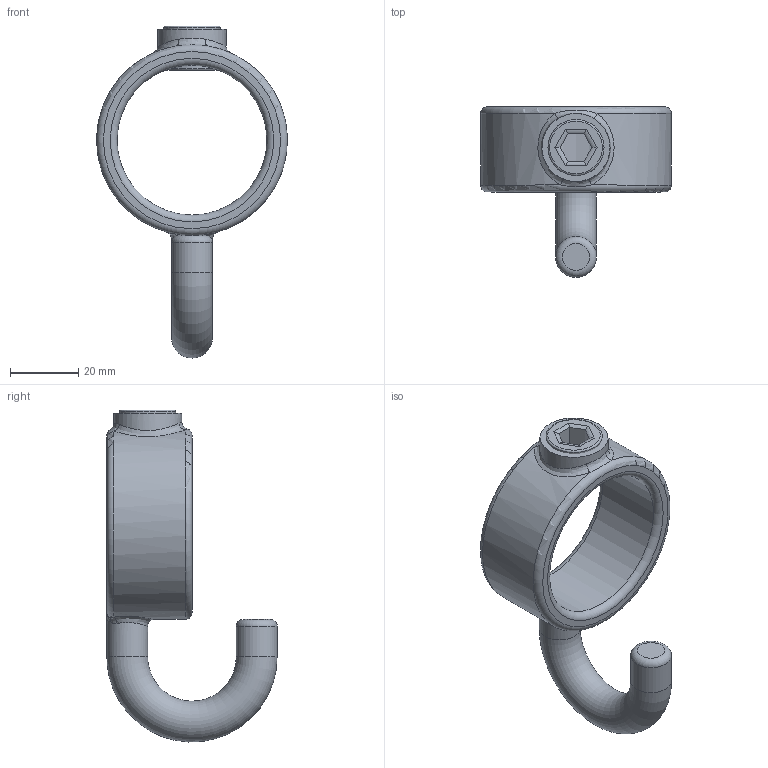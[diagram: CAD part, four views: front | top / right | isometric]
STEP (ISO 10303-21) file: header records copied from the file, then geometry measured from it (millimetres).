
FILE_DESCRIPTION (( 'STEP AP203' ), '1' );
FILE_NAME ('182-C42.step', '2021-11-24T09:04:51', ( '' ), ( '' ), 'SwSTEP 2.0', 'SolidWorks 2018', '' );
FILE_SCHEMA (( 'CONFIG_CONTROL_DESIGN' ));
Length unit declared in the file: millimetre
Products named in the file (5): 182-C42 Teil1; 182-C42; 182-C42 Teil2
Assembly tree (2 placements, depth 2):
  182-C42
    182-C42 Teil1
    182-C42 Teil2
  182-C42 Teil2
  182-C42 Teil1
Bounding box: 56 x 50 x 97.48 mm (x, y, z)
Volume: 33905.9 mm3; surface area: 14034.4 mm2
Topology: 2 solids, 2 shells, 248 faces, 646 edges, 418 vertices
Faces by surface type: plane 103, bspline 97, cylinder 40, torus 8
Full cylindrical faces by diameter (mm): 12 x2, 15.25 x1, 16.5 x1, 20 x1, 44 x1
Entity records: 12330 total; most frequent: CARTESIAN_POINT 6575, ORIENTED_EDGE 1246, DIRECTION 821, EDGE_CURVE 623, VERTEX_POINT 413, VECTOR 289, LINE 289, EDGE_LOOP 288
